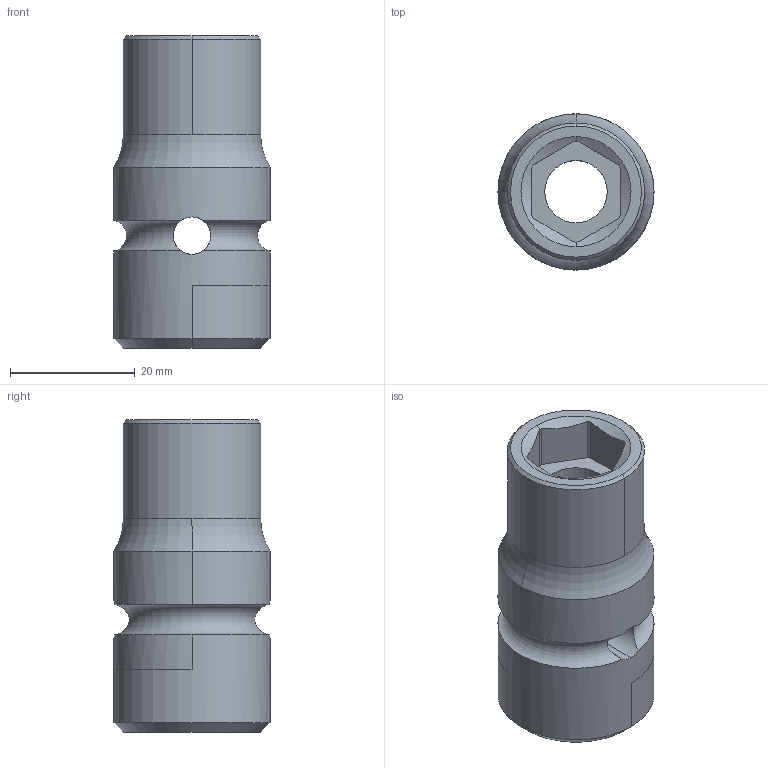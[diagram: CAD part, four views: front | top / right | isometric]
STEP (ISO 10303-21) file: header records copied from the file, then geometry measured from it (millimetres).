
FILE_DESCRIPTION((''),'2;1');
FILE_NAME('4026431400','2023-10-11T14:25:47',('a00565553'),(''),'CREO PARAMETRIC BY PTC INC, 2022414','CREO PARAMETRIC BY PTC INC, 2022414','');
FILE_SCHEMA(('CONFIG_CONTROL_DESIGN','GEOMETRIC_VALIDATION_PROPERTIES_MIM'));
Length unit declared in the file: millimetre
Products named in the file (1): 4026431400
Bounding box: 25 x 25 x 50 mm (x, y, z)
Volume: 13547.9 mm3; surface area: 6688.1 mm2
Topology: 1 solids, 1 shells, 52 faces, 144 edges, 94 vertices
Faces by surface type: cylinder 24, plane 14, cone 10, torus 4
Entity records: 2017 total; most frequent: CARTESIAN_POINT 545, DIRECTION 288, ORIENTED_EDGE 288, EDGE_CURVE 144, AXIS2_PLACEMENT_3D 116, VERTEX_POINT 94, CIRCLE 64, EDGE_LOOP 58
